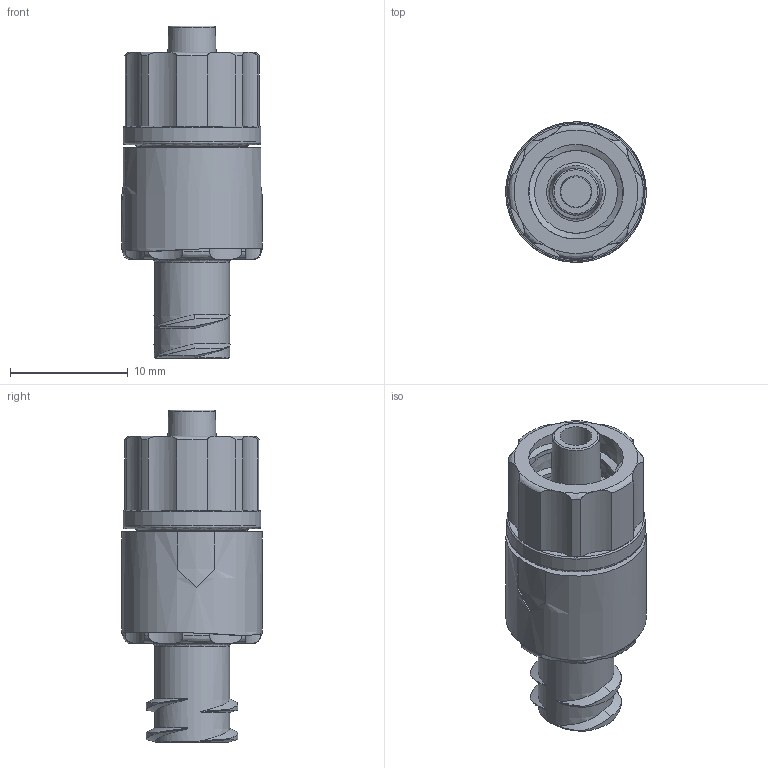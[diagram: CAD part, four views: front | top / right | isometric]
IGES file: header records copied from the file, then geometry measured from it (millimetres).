
Start section: SolidWorks IGES file using analytic representation for surfaces
Global section: file name: E-C-200025.IGS; native system: SolidWorks 2022; preprocessor: SolidWorks 2022; author: WTsang; date: 260312.132019; units: inch
Bounding box: 11.93 x 11.93 x 28.22 mm (x, y, z)
Surface area: 1706.3 mm2 (no closed solid volume)
Topology: 0 solids, 1 shells, 121 faces, 1195 edges, 1426 vertices
Faces by surface type: revolution 77, bspline 44
